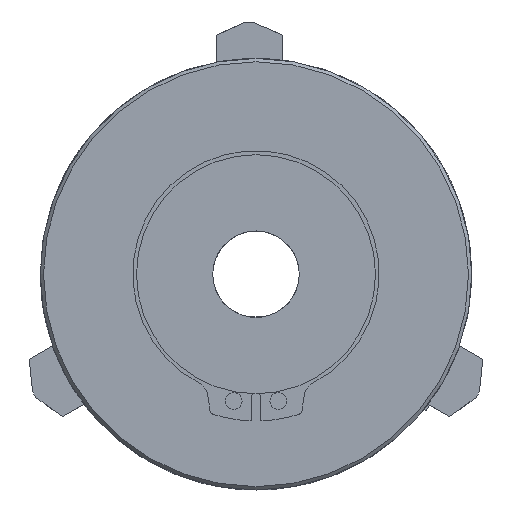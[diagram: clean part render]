
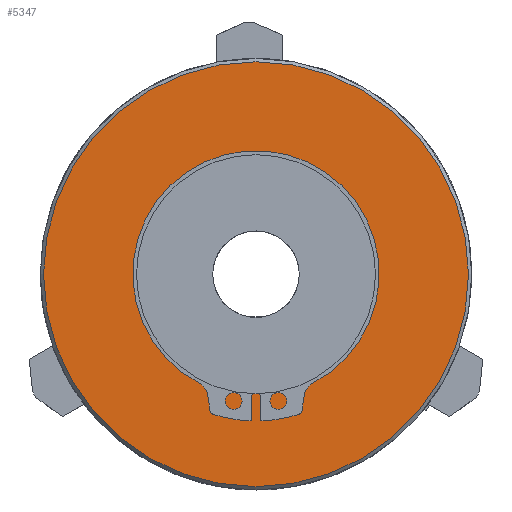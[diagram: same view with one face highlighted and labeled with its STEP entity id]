
A CAD part, front view. The second image highlights one B-rep face of the part: STEP entity #5347.
In plain terms, the highlighted face is planar.
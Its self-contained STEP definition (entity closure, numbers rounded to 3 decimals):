
#168=FACE_BOUND('',#794,.T.);
#268=PLANE('',#5893);
#498=FACE_OUTER_BOUND('',#793,.T.);
#793=EDGE_LOOP('',(#4368));
#794=EDGE_LOOP('',(#4369));
#1020=CIRCLE('',#5879,17.25);
#1027=CIRCLE('',#5894,32.);
#2408=VERTEX_POINT('',#20776);
#2422=VERTEX_POINT('',#21144);
#3089=EDGE_CURVE('',#2408,#2408,#1020,.T.);
#3111=EDGE_CURVE('',#2422,#2422,#1027,.T.);
#4368=ORIENTED_EDGE('',*,*,#3111,.F.);
#4369=ORIENTED_EDGE('',*,*,#3089,.T.);
#5347=ADVANCED_FACE('',(#498,#168),#268,.F.);
#5879=AXIS2_PLACEMENT_3D('',#20777,#6889,#6890);
#5893=AXIS2_PLACEMENT_3D('',#21143,#6928,#6929);
#5894=AXIS2_PLACEMENT_3D('',#21145,#6930,#6931);
#6889=DIRECTION('center_axis',(0.,0.,1.));
#6890=DIRECTION('ref_axis',(1.,0.,0.));
#6928=DIRECTION('center_axis',(0.,0.,1.));
#6929=DIRECTION('ref_axis',(1.,0.,0.));
#6930=DIRECTION('center_axis',(0.,0.,1.));
#6931=DIRECTION('ref_axis',(1.,0.,0.));
#20776=CARTESIAN_POINT('',(-212.25,0.,-3.));
#20777=CARTESIAN_POINT('Origin',(-195.,0.,-3.));
#21143=CARTESIAN_POINT('Origin',(-195.,0.,-3.));
#21144=CARTESIAN_POINT('',(-227.,0.,-3.));
#21145=CARTESIAN_POINT('Origin',(-195.,0.,-3.));
